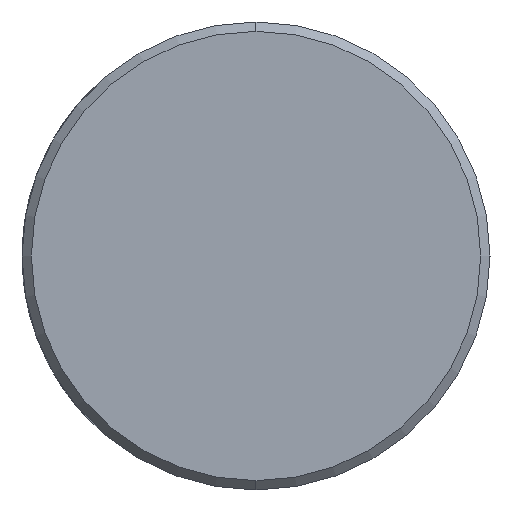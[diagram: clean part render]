
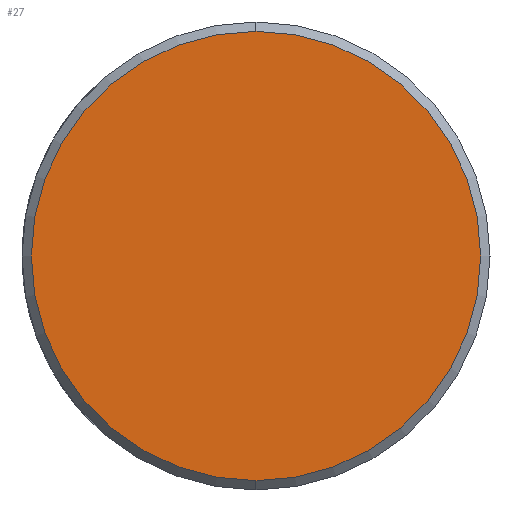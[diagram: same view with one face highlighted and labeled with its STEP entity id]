
A CAD part, left-side view. The second image highlights one B-rep face of the part: STEP entity #27.
In plain terms, the highlighted planar face has unit normal (-1, 0, 0).
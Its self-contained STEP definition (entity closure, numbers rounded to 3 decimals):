
#4 = CIRCLE ( 'NONE', #234, 4.8 ) ;
#11 = CARTESIAN_POINT ( 'NONE',  ( -66., 0., 0. ) ) ;
#27 = ADVANCED_FACE ( 'NONE', ( #358 ), #393, .F. ) ;
#46 = CARTESIAN_POINT ( 'NONE',  ( -66., 0., 0. ) ) ;
#81 = CIRCLE ( 'NONE', #122, 4.8 ) ;
#83 = EDGE_CURVE ( 'NONE', #449, #275, #81, .T. ) ;
#85 = DIRECTION ( 'NONE',  ( 0., 0., 1. ) ) ;
#122 = AXIS2_PLACEMENT_3D ( 'NONE', #46, #310, #353 ) ;
#141 = CARTESIAN_POINT ( 'NONE',  ( -66., 0., -4.8 ) ) ;
#203 = EDGE_LOOP ( 'NONE', ( #209, #223 ) ) ;
#209 = ORIENTED_EDGE ( 'NONE', *, *, #265, .T. ) ;
#223 = ORIENTED_EDGE ( 'NONE', *, *, #83, .T. ) ;
#234 = AXIS2_PLACEMENT_3D ( 'NONE', #281, #463, #422 ) ;
#265 = EDGE_CURVE ( 'NONE', #275, #449, #4, .T. ) ;
#275 = VERTEX_POINT ( 'NONE', #459 ) ;
#281 = CARTESIAN_POINT ( 'NONE',  ( -66., 0., 0. ) ) ;
#310 = DIRECTION ( 'NONE',  ( -1., 0., 0. ) ) ;
#353 = DIRECTION ( 'NONE',  ( 0., 0., 1. ) ) ;
#358 = FACE_OUTER_BOUND ( 'NONE', #203, .T. ) ;
#393 = PLANE ( 'NONE',  #492 ) ;
#422 = DIRECTION ( 'NONE',  ( 0., 0., 1. ) ) ;
#435 = DIRECTION ( 'NONE',  ( 1., 0., 0. ) ) ;
#449 = VERTEX_POINT ( 'NONE', #141 ) ;
#459 = CARTESIAN_POINT ( 'NONE',  ( -66., 0., 4.8 ) ) ;
#463 = DIRECTION ( 'NONE',  ( -1., 0., 0. ) ) ;
#492 = AXIS2_PLACEMENT_3D ( 'NONE', #11, #435, #85 ) ;
